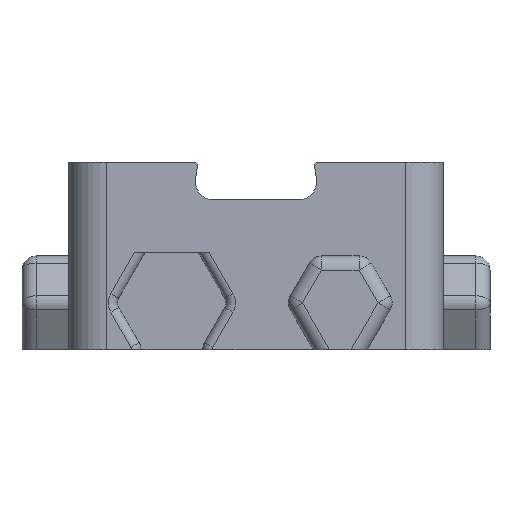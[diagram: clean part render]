
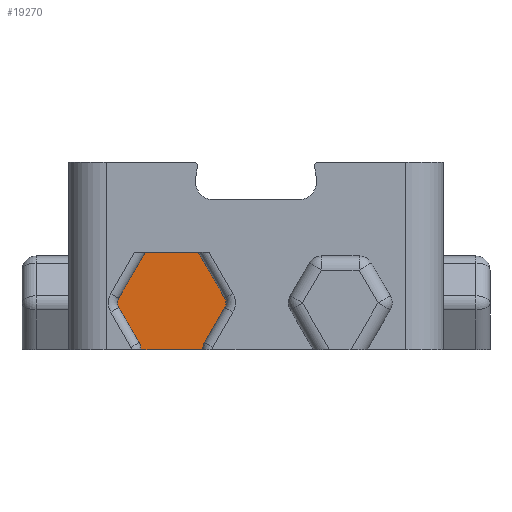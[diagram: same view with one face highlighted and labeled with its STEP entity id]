
A CAD part, left-side view. The second image highlights one B-rep face of the part: STEP entity #19270.
In plain terms, the highlighted planar face has unit normal (-1, 0, 0).
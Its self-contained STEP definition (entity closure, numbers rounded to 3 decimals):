
#19243 = VERTEX_POINT('',#19244);
#19244 = CARTESIAN_POINT('',(-14.85,12.493,0.75));
#19250 = EDGE_CURVE('',#19243,#19251,#19253,.T.);
#19251 = VERTEX_POINT('',#19252);
#19252 = CARTESIAN_POINT('',(-14.85,12.292,0.));
#19253 = CIRCLE('',#19254,1.5);
#19254 = AXIS2_PLACEMENT_3D('',#19255,#19256,#19257);
#19255 = CARTESIAN_POINT('',(-14.85,13.792,0.)
  );
#19256 = DIRECTION('',(1.,0.,0.));
#19257 = DIRECTION('',(0.,1.,0.));
#19270 = ADVANCED_FACE('',(#19271),#19347,.T.);
#19271 = FACE_BOUND('',#19272,.T.);
#19272 = EDGE_LOOP('',(#19273,#19281,#19282,#19290,#19299,#19307,#19316,
    #19324,#19332,#19340));
#19273 = ORIENTED_EDGE('',*,*,#19274,.T.);
#19274 = EDGE_CURVE('',#19275,#19243,#19277,.T.);
#19275 = VERTEX_POINT('',#19276);
#19276 = CARTESIAN_POINT('',(-14.85,14.658,4.5));
#19277 = LINE('',#19278,#19279);
#19278 = CARTESIAN_POINT('',(-14.85,14.658,4.5));
#19279 = VECTOR('',#19280,1.);
#19280 = DIRECTION('',(0.,-0.5,-0.866));
#19281 = ORIENTED_EDGE('',*,*,#19250,.T.);
#19282 = ORIENTED_EDGE('',*,*,#19283,.T.);
#19283 = EDGE_CURVE('',#19251,#19284,#19286,.T.);
#19284 = VERTEX_POINT('',#19285);
#19285 = CARTESIAN_POINT('',(-14.85,5.708,0.));
#19286 = LINE('',#19287,#19288);
#19287 = CARTESIAN_POINT('',(-14.85,12.292,0.));
#19288 = VECTOR('',#19289,1.);
#19289 = DIRECTION('',(0.,-1.,0.));
#19290 = ORIENTED_EDGE('',*,*,#19291,.T.);
#19291 = EDGE_CURVE('',#19284,#19292,#19294,.T.);
#19292 = VERTEX_POINT('',#19293);
#19293 = CARTESIAN_POINT('',(-14.85,5.507,0.75));
#19294 = CIRCLE('',#19295,1.5);
#19295 = AXIS2_PLACEMENT_3D('',#19296,#19297,#19298);
#19296 = CARTESIAN_POINT('',(-14.85,4.208,0.)
  );
#19297 = DIRECTION('',(1.,0.,0.));
#19298 = DIRECTION('',(0.,1.,0.));
#19299 = ORIENTED_EDGE('',*,*,#19300,.T.);
#19300 = EDGE_CURVE('',#19292,#19301,#19303,.T.);
#19301 = VERTEX_POINT('',#19302);
#19302 = CARTESIAN_POINT('',(-14.85,3.342,4.5));
#19303 = LINE('',#19304,#19305);
#19304 = CARTESIAN_POINT('',(-14.85,5.507,0.75));
#19305 = VECTOR('',#19306,1.);
#19306 = DIRECTION('',(0.,-0.5,0.866));
#19307 = ORIENTED_EDGE('',*,*,#19308,.F.);
#19308 = EDGE_CURVE('',#19309,#19301,#19311,.T.);
#19309 = VERTEX_POINT('',#19310);
#19310 = CARTESIAN_POINT('',(-14.85,3.342,5.5));
#19311 = CIRCLE('',#19312,1.);
#19312 = AXIS2_PLACEMENT_3D('',#19313,#19314,#19315);
#19313 = CARTESIAN_POINT('',(-14.85,4.208,5.));
#19314 = DIRECTION('',(1.,0.,0.));
#19315 = DIRECTION('',(0.,1.,0.));
#19316 = ORIENTED_EDGE('',*,*,#19317,.T.);
#19317 = EDGE_CURVE('',#19309,#19318,#19320,.T.);
#19318 = VERTEX_POINT('',#19319);
#19319 = CARTESIAN_POINT('',(-14.85,6.171,10.4));
#19320 = LINE('',#19321,#19322);
#19321 = CARTESIAN_POINT('',(-14.85,3.342,5.5));
#19322 = VECTOR('',#19323,1.);
#19323 = DIRECTION('',(0.,0.5,0.866));
#19324 = ORIENTED_EDGE('',*,*,#19325,.T.);
#19325 = EDGE_CURVE('',#19318,#19326,#19328,.T.);
#19326 = VERTEX_POINT('',#19327);
#19327 = CARTESIAN_POINT('',(-14.85,11.829,10.4));
#19328 = LINE('',#19329,#19330);
#19329 = CARTESIAN_POINT('',(-14.85,6.171,10.4));
#19330 = VECTOR('',#19331,1.);
#19331 = DIRECTION('',(0.,1.,0.));
#19332 = ORIENTED_EDGE('',*,*,#19333,.T.);
#19333 = EDGE_CURVE('',#19326,#19334,#19336,.T.);
#19334 = VERTEX_POINT('',#19335);
#19335 = CARTESIAN_POINT('',(-14.85,14.658,5.5));
#19336 = LINE('',#19337,#19338);
#19337 = CARTESIAN_POINT('',(-14.85,11.829,10.4));
#19338 = VECTOR('',#19339,1.);
#19339 = DIRECTION('',(0.,0.5,-0.866));
#19340 = ORIENTED_EDGE('',*,*,#19341,.F.);
#19341 = EDGE_CURVE('',#19275,#19334,#19342,.T.);
#19342 = CIRCLE('',#19343,1.);
#19343 = AXIS2_PLACEMENT_3D('',#19344,#19345,#19346);
#19344 = CARTESIAN_POINT('',(-14.85,13.792,5.));
#19345 = DIRECTION('',(1.,0.,0.));
#19346 = DIRECTION('',(0.,1.,0.));
#19347 = PLANE('',#19348);
#19348 = AXIS2_PLACEMENT_3D('',#19349,#19350,#19351);
#19349 = CARTESIAN_POINT('',(-14.85,9.,5.089));
#19350 = DIRECTION('',(-1.,0.,0.));
#19351 = DIRECTION('',(0.,0.,1.));
